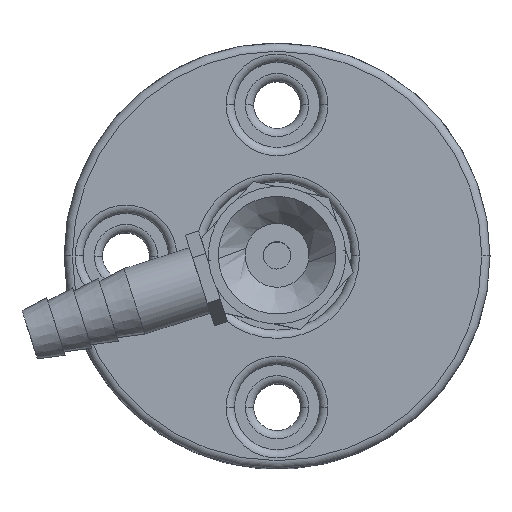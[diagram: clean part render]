
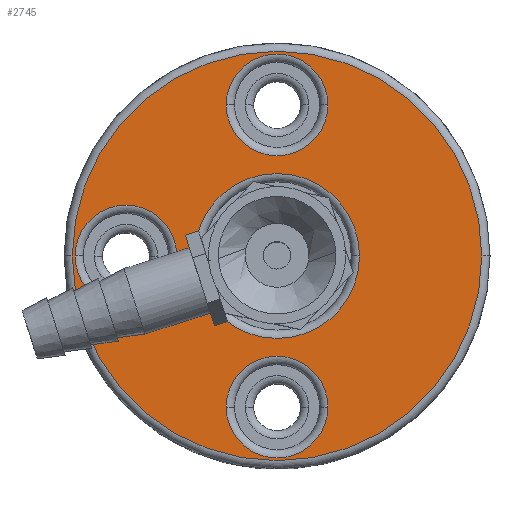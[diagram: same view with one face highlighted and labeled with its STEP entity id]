
A CAD part, top view. The second image highlights one B-rep face of the part: STEP entity #2745.
In plain terms, the highlighted planar face has unit normal (0, 0, 1).
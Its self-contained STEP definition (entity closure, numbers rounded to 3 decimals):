
#12 = ORIENTED_EDGE ( 'NONE', *, *, #4807, .T. ) ;
#63 = DIRECTION ( 'NONE',  ( 0., 0., -1. ) ) ;
#102 = CARTESIAN_POINT ( 'NONE',  ( 0., -11., 16. ) ) ;
#105 = CARTESIAN_POINT ( 'NONE',  ( -3.7, 11., 16. ) ) ;
#159 = DIRECTION ( 'NONE',  ( 1., 0., 0. ) ) ;
#164 = ORIENTED_EDGE ( 'NONE', *, *, #832, .T. ) ;
#182 = CARTESIAN_POINT ( 'NONE',  ( -6., 0., 16. ) ) ;
#194 = ORIENTED_EDGE ( 'NONE', *, *, #3183, .T. ) ;
#200 = CIRCLE ( 'NONE', #731, 14.9 ) ;
#323 = CIRCLE ( 'NONE', #5162, 3.7 ) ;
#402 = DIRECTION ( 'NONE',  ( 0., 0., -1. ) ) ;
#469 = CARTESIAN_POINT ( 'NONE',  ( 0., 0., 16. ) ) ;
#481 = VERTEX_POINT ( 'NONE', #105 ) ;
#531 = CARTESIAN_POINT ( 'NONE',  ( -3.7, -11., 16. ) ) ;
#567 = CIRCLE ( 'NONE', #3367, 14.9 ) ;
#604 = CARTESIAN_POINT ( 'NONE',  ( -14.7, 0., 16. ) ) ;
#642 = EDGE_CURVE ( 'NONE', #3629, #3333, #200, .T. ) ;
#731 = AXIS2_PLACEMENT_3D ( 'NONE', #2776, #2451, #5357 ) ;
#832 = EDGE_CURVE ( 'NONE', #5965, #6643, #3708, .T. ) ;
#941 = CARTESIAN_POINT ( 'NONE',  ( 3.7, -11., 16. ) ) ;
#993 = CARTESIAN_POINT ( 'NONE',  ( 0., -11., 16. ) ) ;
#1016 = ORIENTED_EDGE ( 'NONE', *, *, #5739, .T. ) ;
#1056 = ORIENTED_EDGE ( 'NONE', *, *, #6541, .T. ) ;
#1326 = VERTEX_POINT ( 'NONE', #2770 ) ;
#1327 = CIRCLE ( 'NONE', #6274, 3.7 ) ;
#1503 = DIRECTION ( 'NONE',  ( 1., 0., 0. ) ) ;
#1671 = CARTESIAN_POINT ( 'NONE',  ( 0., 0., 16. ) ) ;
#1812 = DIRECTION ( 'NONE',  ( 0., 0., -1. ) ) ;
#1817 = EDGE_CURVE ( 'NONE', #6643, #5965, #323, .T. ) ;
#1942 = EDGE_CURVE ( 'NONE', #1326, #4611, #6629, .T. ) ;
#2098 = CIRCLE ( 'NONE', #3827, 3.7 ) ;
#2125 = DIRECTION ( 'NONE',  ( 1., 0., 0. ) ) ;
#2146 = AXIS2_PLACEMENT_3D ( 'NONE', #2462, #5017, #6627 ) ;
#2184 = DIRECTION ( 'NONE',  ( 1., 0., 0. ) ) ;
#2425 = EDGE_CURVE ( 'NONE', #6205, #4936, #2792, .T. ) ;
#2446 = CARTESIAN_POINT ( 'NONE',  ( -7.3, 0., 16. ) ) ;
#2451 = DIRECTION ( 'NONE',  ( 0., 0., 1. ) ) ;
#2462 = CARTESIAN_POINT ( 'NONE',  ( 0., 0., 16. ) ) ;
#2495 = FACE_BOUND ( 'NONE', #6082, .T. ) ;
#2625 = DIRECTION ( 'NONE',  ( 0., 0., -1. ) ) ;
#2656 = ORIENTED_EDGE ( 'NONE', *, *, #642, .T. ) ;
#2745 = ADVANCED_FACE ( 'NONE', ( #4380, #4542, #3549, #2495, #2905 ), #5485, .T. ) ;
#2770 = CARTESIAN_POINT ( 'NONE',  ( 6., 0., 16. ) ) ;
#2776 = CARTESIAN_POINT ( 'NONE',  ( 0., 0., 16. ) ) ;
#2792 = CIRCLE ( 'NONE', #3755, 3.7 ) ;
#2905 = FACE_BOUND ( 'NONE', #5565, .T. ) ;
#2980 = ORIENTED_EDGE ( 'NONE', *, *, #4082, .T. ) ;
#3009 = ORIENTED_EDGE ( 'NONE', *, *, #1942, .T. ) ;
#3029 = AXIS2_PLACEMENT_3D ( 'NONE', #1671, #4658, #159 ) ;
#3056 = AXIS2_PLACEMENT_3D ( 'NONE', #993, #63, #5664 ) ;
#3183 = EDGE_CURVE ( 'NONE', #3333, #3629, #567, .T. ) ;
#3194 = CARTESIAN_POINT ( 'NONE',  ( 0., 11., 16. ) ) ;
#3333 = VERTEX_POINT ( 'NONE', #4659 ) ;
#3367 = AXIS2_PLACEMENT_3D ( 'NONE', #469, #4607, #1503 ) ;
#3485 = AXIS2_PLACEMENT_3D ( 'NONE', #4354, #1812, #5269 ) ;
#3549 = FACE_BOUND ( 'NONE', #5434, .T. ) ;
#3629 = VERTEX_POINT ( 'NONE', #5651 ) ;
#3675 = DIRECTION ( 'NONE',  ( 0., 0., -1. ) ) ;
#3708 = CIRCLE ( 'NONE', #3056, 3.7 ) ;
#3755 = AXIS2_PLACEMENT_3D ( 'NONE', #4367, #3854, #5385 ) ;
#3827 = AXIS2_PLACEMENT_3D ( 'NONE', #3194, #6296, #2125 ) ;
#3854 = DIRECTION ( 'NONE',  ( 0., 0., -1. ) ) ;
#4082 = EDGE_CURVE ( 'NONE', #4611, #1326, #4127, .T. ) ;
#4127 = CIRCLE ( 'NONE', #3029, 6. ) ;
#4194 = DIRECTION ( 'NONE',  ( 1., 0., 0. ) ) ;
#4354 = CARTESIAN_POINT ( 'NONE',  ( 0., 11., 16. ) ) ;
#4367 = CARTESIAN_POINT ( 'NONE',  ( -11., 0., 16. ) ) ;
#4380 = FACE_OUTER_BOUND ( 'NONE', #5081, .T. ) ;
#4542 = FACE_BOUND ( 'NONE', #5120, .T. ) ;
#4574 = DIRECTION ( 'NONE',  ( 1., 0., 0. ) ) ;
#4607 = DIRECTION ( 'NONE',  ( 0., 0., 1. ) ) ;
#4611 = VERTEX_POINT ( 'NONE', #182 ) ;
#4658 = DIRECTION ( 'NONE',  ( 0., 0., -1. ) ) ;
#4659 = CARTESIAN_POINT ( 'NONE',  ( -14.9, 0., 16. ) ) ;
#4766 = CARTESIAN_POINT ( 'NONE',  ( 0., 0., 16. ) ) ;
#4807 = EDGE_CURVE ( 'NONE', #4936, #6205, #1327, .T. ) ;
#4936 = VERTEX_POINT ( 'NONE', #2446 ) ;
#5017 = DIRECTION ( 'NONE',  ( 0., 0., 1. ) ) ;
#5041 = CARTESIAN_POINT ( 'NONE',  ( -11., 0., 16. ) ) ;
#5049 = AXIS2_PLACEMENT_3D ( 'NONE', #4766, #2625, #2184 ) ;
#5081 = EDGE_LOOP ( 'NONE', ( #2656, #194 ) ) ;
#5085 = ORIENTED_EDGE ( 'NONE', *, *, #2425, .T. ) ;
#5120 = EDGE_LOOP ( 'NONE', ( #3009, #2980 ) ) ;
#5162 = AXIS2_PLACEMENT_3D ( 'NONE', #102, #3675, #4194 ) ;
#5269 = DIRECTION ( 'NONE',  ( 1., 0., 0. ) ) ;
#5357 = DIRECTION ( 'NONE',  ( 1., 0., 0. ) ) ;
#5385 = DIRECTION ( 'NONE',  ( 1., 0., 0. ) ) ;
#5434 = EDGE_LOOP ( 'NONE', ( #164, #6622 ) ) ;
#5485 = PLANE ( 'NONE',  #2146 ) ;
#5541 = CIRCLE ( 'NONE', #3485, 3.7 ) ;
#5555 = VERTEX_POINT ( 'NONE', #6424 ) ;
#5565 = EDGE_LOOP ( 'NONE', ( #1056, #1016 ) ) ;
#5651 = CARTESIAN_POINT ( 'NONE',  ( 14.9, 0., 16. ) ) ;
#5664 = DIRECTION ( 'NONE',  ( 1., 0., 0. ) ) ;
#5739 = EDGE_CURVE ( 'NONE', #481, #5555, #5541, .T. ) ;
#5965 = VERTEX_POINT ( 'NONE', #941 ) ;
#6082 = EDGE_LOOP ( 'NONE', ( #12, #5085 ) ) ;
#6205 = VERTEX_POINT ( 'NONE', #604 ) ;
#6274 = AXIS2_PLACEMENT_3D ( 'NONE', #5041, #402, #4574 ) ;
#6296 = DIRECTION ( 'NONE',  ( 0., 0., -1. ) ) ;
#6424 = CARTESIAN_POINT ( 'NONE',  ( 3.7, 11., 16. ) ) ;
#6541 = EDGE_CURVE ( 'NONE', #5555, #481, #2098, .T. ) ;
#6622 = ORIENTED_EDGE ( 'NONE', *, *, #1817, .T. ) ;
#6627 = DIRECTION ( 'NONE',  ( 1., 0., 0. ) ) ;
#6629 = CIRCLE ( 'NONE', #5049, 6. ) ;
#6643 = VERTEX_POINT ( 'NONE', #531 ) ;
